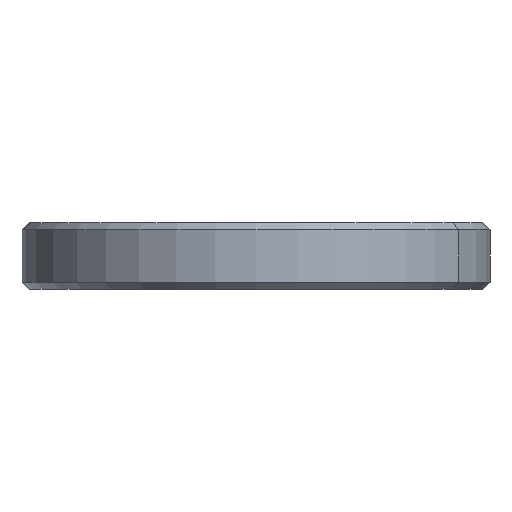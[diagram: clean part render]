
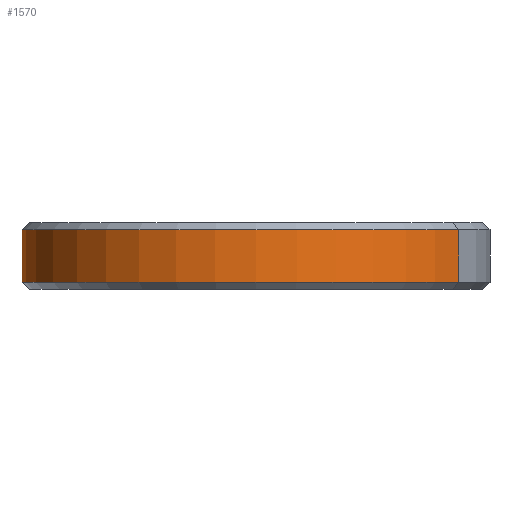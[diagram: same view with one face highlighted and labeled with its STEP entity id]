
A CAD part, left-side view. The second image highlights one B-rep face of the part: STEP entity #1570.
In plain terms, the highlighted cylindrical face has radius 50 mm (diameter 100 mm), a partial arc.
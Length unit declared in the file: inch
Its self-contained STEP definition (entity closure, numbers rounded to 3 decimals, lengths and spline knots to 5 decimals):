
#345=CARTESIAN_POINT('',(0.,0.,0.));
#346=DIRECTION('',(0.,0.,1.));
#347=DIRECTION('',(0.5,0.866,0.));
#348=AXIS2_PLACEMENT_3D('',#345,#346,#347);
#359=DIRECTION('',(0.,0.,1.));
#360=VECTOR('',#359,0.438);
#361=CARTESIAN_POINT('',(-0.98425,-1.70477,0.));
#362=LINE('',#361,#360);
#363=DIRECTION('',(0.,0.,1.));
#364=VECTOR('',#363,0.438);
#365=CARTESIAN_POINT('',(0.98425,1.70477,0.));
#366=LINE('',#365,#364);
#367=CARTESIAN_POINT('',(0.,0.,0.438));
#368=DIRECTION('',(0.,0.,-1.));
#369=DIRECTION('',(-0.5,-0.866,0.));
#370=AXIS2_PLACEMENT_3D('',#367,#368,#369);
#1241=CARTESIAN_POINT('',(-0.98425,-1.70477,0.));
#1242=VERTEX_POINT('',#1241);
#1243=CARTESIAN_POINT('',(0.98425,1.70477,0.));
#1244=VERTEX_POINT('',#1243);
#1245=CARTESIAN_POINT('',(-0.98425,-1.70477,0.438));
#1246=VERTEX_POINT('',#1245);
#1247=CARTESIAN_POINT('',(0.98425,1.70477,0.438));
#1248=VERTEX_POINT('',#1247);
#1558=CARTESIAN_POINT('',(0.,0.,0.5281));
#1559=DIRECTION('',(0.,0.,-1.));
#1560=DIRECTION('',(-0.5,-0.866,0.));
#1561=AXIS2_PLACEMENT_3D('',#1558,#1559,#1560);
#1562=CYLINDRICAL_SURFACE('',#1561,1.9685);
#1563=ORIENTED_EDGE('',*,*,#1548,.F.);
#1564=ORIENTED_EDGE('',*,*,#1525,.F.);
#1565=ORIENTED_EDGE('',*,*,#1552,.T.);
#1567=ORIENTED_EDGE('',*,*,#1566,.F.);
#1568=EDGE_LOOP('',(#1563,#1564,#1565,#1567));
#1569=FACE_OUTER_BOUND('',#1568,.F.);
#1570=ADVANCED_FACE('',(#1569),#1562,.T.);
#349=CIRCLE('',#348,1.9685);
#371=CIRCLE('',#370,1.9685);
#1525=EDGE_CURVE('',#1244,#1242,#349,.T.);
#1548=EDGE_CURVE('',#1242,#1246,#362,.T.);
#1552=EDGE_CURVE('',#1244,#1248,#366,.T.);
#1566=EDGE_CURVE('',#1246,#1248,#371,.T.);
